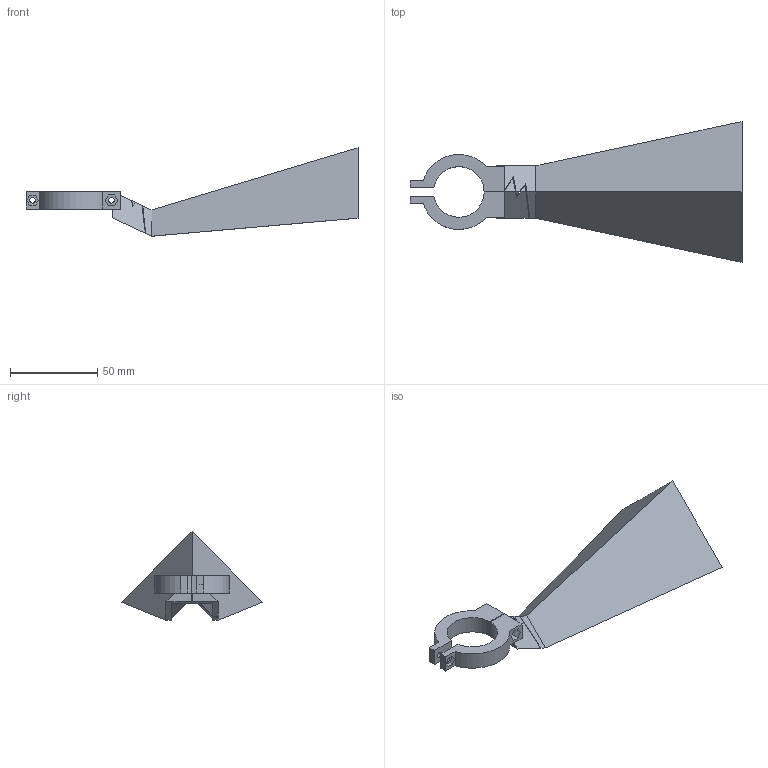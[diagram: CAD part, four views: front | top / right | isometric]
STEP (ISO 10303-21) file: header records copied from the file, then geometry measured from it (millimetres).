
FILE_DESCRIPTION(/* description */ (''),/* implementation_level */ '2;1');
FILE_NAME(/* name */ 'rear_gaurd v6.step',/* time_stamp */ '2024-08-22T22:34:14+01:00',/* author */ (''),/* organization */ (''),/* preprocessor_version */ 'ST-DEVELOPER v20',/* originating_system */ 'Autodesk Translation Framework v13.14.0.145',/* authorisation */ '');
FILE_SCHEMA (('AUTOMOTIVE_DESIGN { 1 0 10303 214 3 1 1 }'));
Length unit declared in the file: millimetre
Products named in the file (1): rear_gaurd
Bounding box: 190.33 x 80.69 x 50.69 mm (x, y, z)
Volume: 28991.8 mm3; surface area: 26444.8 mm2
Topology: 2 solids, 2 shells, 93 faces, 239 edges, 152 vertices
Faces by surface type: plane 83, cylinder 10
Full cylindrical faces by diameter (mm): 3.2 x4
Entity records: 2805 total; most frequent: CARTESIAN_POINT 485, ORIENTED_EDGE 478, DIRECTION 447, EDGE_CURVE 239, LINE 219, VECTOR 219, VERTEX_POINT 152, AXIS2_PLACEMENT_3D 114
